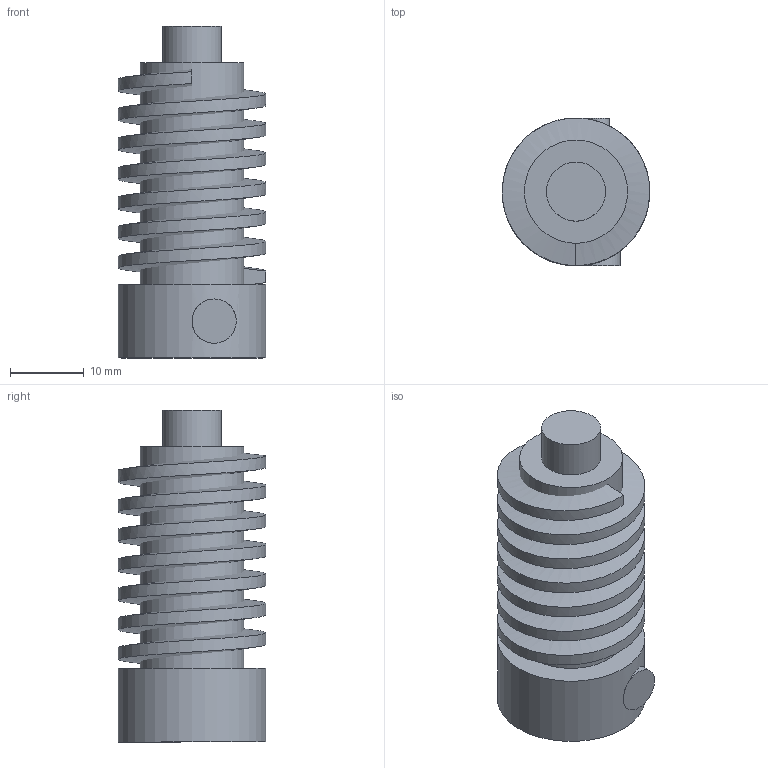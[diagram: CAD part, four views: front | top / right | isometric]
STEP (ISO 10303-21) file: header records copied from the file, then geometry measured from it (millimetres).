
FILE_DESCRIPTION(('FreeCAD Model'),'2;1');
FILE_NAME('worm_gear.step', '2018-02-23T14:05:50',('Author'),(''), 'Open CASCADE STEP processor 6.8','FreeCAD','Unknown');
FILE_SCHEMA(('AUTOMOTIVE_DESIGN_CC2 { 1 2 10303 214 -1 1 5 4 }'));
Length unit declared in the file: millimetre
Products named in the file (13): ASSEMBLY; Sweep; Revolution001; Pocket; Revolution; Fusion; Cube; Helix; Cut; Sketch; Sketch001; Sketch002; Sketch003
Assembly tree (12 placements, depth 2):
  ASSEMBLY
    Sweep
    Revolution001
    Pocket
    Revolution
    Fusion
    Cube
    Helix
    Cut
    Sketch
    Sketch001
    Sketch002
    Sketch003
Bounding box: 20 x 20 x 45 mm (x, y, z)
Surface area: 17238 mm2
Topology: 7 solids, 7 shells, 69 faces, 155 edges, 136 vertices
Faces by surface type: plane 43, cylinder 20, bspline 4, cone 2
Full cylindrical faces by diameter (mm): 3 x2, 6 x4, 8 x4, 14 x4, 20 x4
Entity records: 5433 total; most frequent: CARTESIAN_POINT 2267, DIRECTION 553, LINE 275, VECTOR 275, ORIENTED_EDGE 260, PCURVE 260, DEFINITIONAL_REPRESENTATION 260, EDGE_CURVE 130
